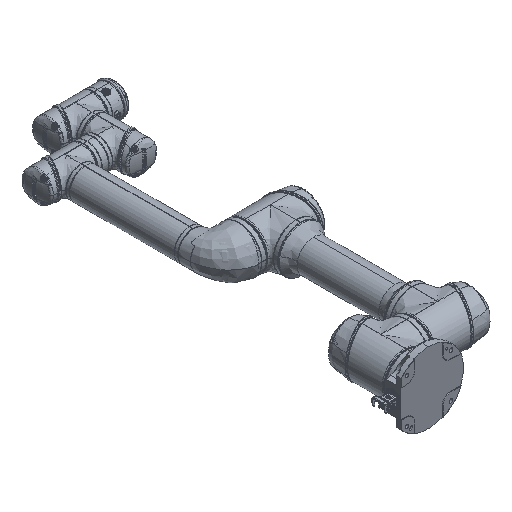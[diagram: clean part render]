
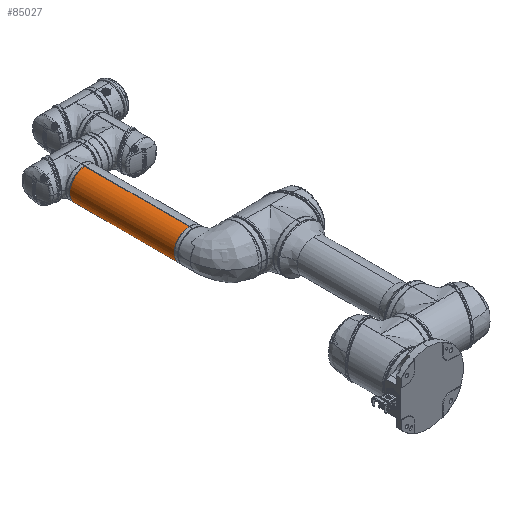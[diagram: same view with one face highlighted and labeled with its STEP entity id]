
A CAD part, isometric view. The second image highlights one B-rep face of the part: STEP entity #85027.
In plain terms, the highlighted cylindrical face has radius 39 mm (diameter 78 mm), a partial arc.
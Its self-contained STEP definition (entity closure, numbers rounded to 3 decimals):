
#9294 = CIRCLE ( 'NONE', #354886, 39. ) ;
#9448 = ORIENTED_EDGE ( 'NONE', *, *, #280347, .T. ) ;
#15337 = DIRECTION ( 'NONE',  ( 0., -1., 0. ) ) ;
#17952 = CIRCLE ( 'NONE', #286987, 39. ) ;
#19790 = EDGE_CURVE ( 'NONE', #161828, #208920, #66695, .T. ) ;
#35267 = CARTESIAN_POINT ( 'NONE',  ( 13.5, 621.2, -39. ) ) ;
#56956 = DIRECTION ( 'NONE',  ( 0., 0., -1. ) ) ;
#60935 = CARTESIAN_POINT ( 'NONE',  ( 13.5, 887.5, -39. ) ) ;
#61839 = CARTESIAN_POINT ( 'NONE',  ( 13.5, 621.2, 39. ) ) ;
#64848 = DIRECTION ( 'NONE',  ( 0., 0., -1. ) ) ;
#66695 = LINE ( 'NONE', #278408, #255392 ) ;
#74234 = AXIS2_PLACEMENT_3D ( 'NONE', #327694, #15337, #217274 ) ;
#82537 = ORIENTED_EDGE ( 'NONE', *, *, #348154, .F. ) ;
#85027 = ADVANCED_FACE ( 'NONE', ( #287808 ), #166838, .T. ) ;
#110026 = VERTEX_POINT ( 'NONE', #61839 ) ;
#111441 = DIRECTION ( 'NONE',  ( 0., -1., 0. ) ) ;
#128188 = ORIENTED_EDGE ( 'NONE', *, *, #226353, .T. ) ;
#134004 = CARTESIAN_POINT ( 'NONE',  ( 13.5, 606.697, 39. ) ) ;
#138682 = EDGE_LOOP ( 'NONE', ( #82537, #9448, #319397, #128188 ) ) ;
#161828 = VERTEX_POINT ( 'NONE', #60935 ) ;
#166838 = CYLINDRICAL_SURFACE ( 'NONE', #74234, 39. ) ;
#180564 = VERTEX_POINT ( 'NONE', #291650 ) ;
#208920 = VERTEX_POINT ( 'NONE', #35267 ) ;
#209322 = VECTOR ( 'NONE', #305928, 1000. ) ;
#217274 = DIRECTION ( 'NONE',  ( 0., 0., -1. ) ) ;
#226353 = EDGE_CURVE ( 'NONE', #208920, #110026, #9294, .T. ) ;
#232492 = DIRECTION ( 'NONE',  ( 0., 1., 0. ) ) ;
#240679 = LINE ( 'NONE', #134004, #209322 ) ;
#255392 = VECTOR ( 'NONE', #111441, 1000. ) ;
#269288 = CARTESIAN_POINT ( 'NONE',  ( 13.5, 887.5, 0. ) ) ;
#278408 = CARTESIAN_POINT ( 'NONE',  ( 13.5, 606.697, -39. ) ) ;
#280347 = EDGE_CURVE ( 'NONE', #180564, #161828, #17952, .T. ) ;
#286987 = AXIS2_PLACEMENT_3D ( 'NONE', #269288, #352116, #64848 ) ;
#287808 = FACE_OUTER_BOUND ( 'NONE', #138682, .T. ) ;
#291650 = CARTESIAN_POINT ( 'NONE',  ( 13.5, 887.5, 39. ) ) ;
#305928 = DIRECTION ( 'NONE',  ( 0., -1., 0. ) ) ;
#317765 = CARTESIAN_POINT ( 'NONE',  ( 13.5, 621.2, 0. ) ) ;
#319397 = ORIENTED_EDGE ( 'NONE', *, *, #19790, .T. ) ;
#327694 = CARTESIAN_POINT ( 'NONE',  ( 13.5, 606.697, 0. ) ) ;
#348154 = EDGE_CURVE ( 'NONE', #180564, #110026, #240679, .T. ) ;
#352116 = DIRECTION ( 'NONE',  ( 0., -1., 0. ) ) ;
#354886 = AXIS2_PLACEMENT_3D ( 'NONE', #317765, #232492, #56956 ) ;
